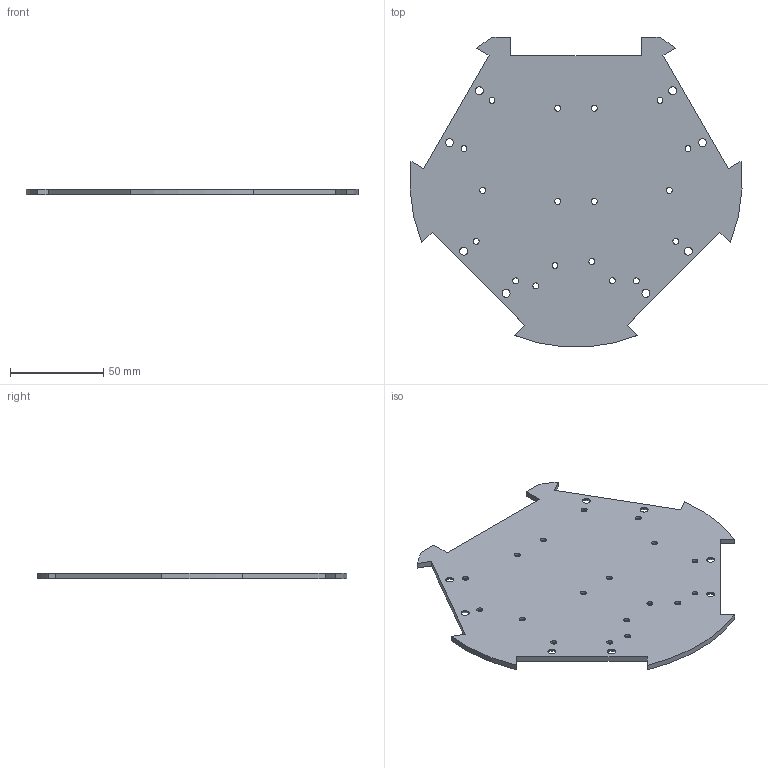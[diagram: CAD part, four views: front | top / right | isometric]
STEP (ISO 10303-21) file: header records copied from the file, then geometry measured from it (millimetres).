
FILE_DESCRIPTION(/* description */ ('STEP AP242','CAx-IF Rec.Pracs.---Representation and Presentation of Product Manufacturing Information (PMI)---4.0---2014-10-13','CAx-IF Rec.Pracs.---3D Tessellated Geometry---0.4---2014-09-14','2;1'),/* implementation_level */ '2;1');
FILE_NAME(/* name */ '676140e5e7439b632fad7d84',/* time_stamp */ '2024-12-17T09:14:14Z',/* author */ (''),/* organization */ (''),/* preprocessor_version */ 'ST-DEVELOPER v20',/* originating_system */ 'ONSHAPE BY PTC INC, 1.191',/* authorisation */ ' ');
FILE_SCHEMA (('AP242_MANAGED_MODEL_BASED_3D_ENGINEERING_MIM_LF { 1 0 10303 442 1 1 4 }'));
Length unit declared in the file: metre
Products named in the file (1): BasePlate
Bounding box: 177.8 x 165.82 x 3 mm (x, y, z)
Volume: 58210.2 mm3; surface area: 41880.1 mm2
Topology: 1 solids, 1 shells, 76 faces, 196 edges, 122 vertices
Faces by surface type: cylinder 31, cone 26, plane 19
Full cylindrical faces by diameter (mm): 3.2 x18, 4.3 x8
Entity records: 2186 total; most frequent: DIRECTION 386, CARTESIAN_POINT 343, ORIENTED_EDGE 288, EDGE_LOOP 180, FACE_BOUND 180, AXIS2_PLACEMENT_3D 165, EDGE_CURVE 144, VERTEX_POINT 122
